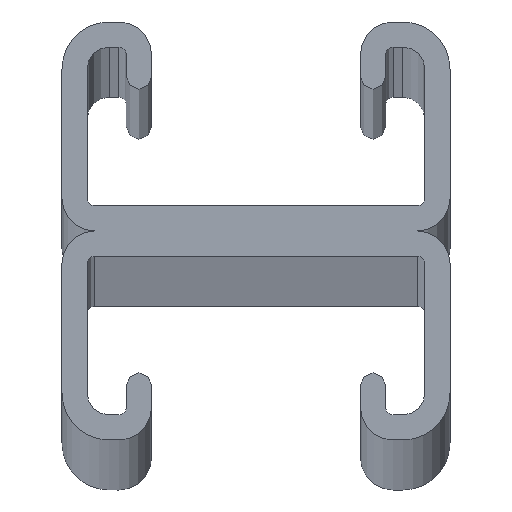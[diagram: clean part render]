
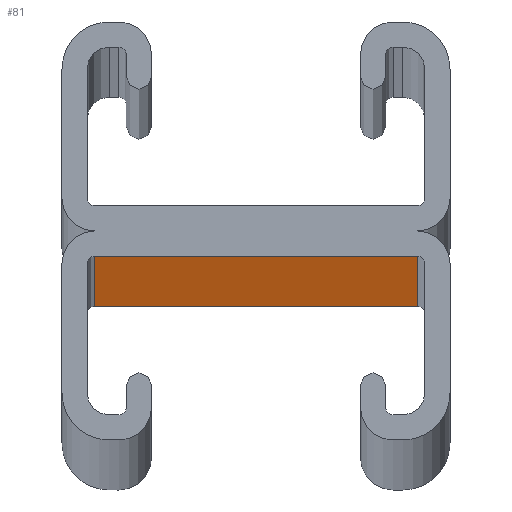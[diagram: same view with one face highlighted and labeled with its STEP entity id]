
A CAD part, top view. The second image highlights one B-rep face of the part: STEP entity #81.
In plain terms, the highlighted planar face has unit normal (0, -1, 0).
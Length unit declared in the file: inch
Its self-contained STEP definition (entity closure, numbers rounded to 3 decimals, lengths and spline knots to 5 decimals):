
#81=ADVANCED_FACE('',(#211),#212,.T.);
#211=FACE_OUTER_BOUND('',#387,.T.);
#212=PLANE('',#388);
#387=EDGE_LOOP('',(#557,#558,#559,#560));
#388=AXIS2_PLACEMENT_3D('',#561,#562,#563);
#557=ORIENTED_EDGE('',*,*,#1106,.T.);
#558=ORIENTED_EDGE('',*,*,#1107,.F.);
#559=ORIENTED_EDGE('',*,*,#1108,.F.);
#560=ORIENTED_EDGE('',*,*,#1109,.T.);
#561=CARTESIAN_POINT('',(0.0,-0.105,0.0));
#562=DIRECTION('',(0.0,-1.0,0.0));
#563=DIRECTION('',(1.0,0.0,-0.0));
#1106=EDGE_CURVE('',#1325,#1326,#1327,.T.);
#1107=EDGE_CURVE('',#1328,#1326,#1329,.T.);
#1108=EDGE_CURVE('',#1330,#1328,#1331,.T.);
#1109=EDGE_CURVE('',#1330,#1325,#1332,.T.);
#1325=VERTEX_POINT('',#1652);
#1326=VERTEX_POINT('',#1653);
#1327=LINE('',#1654,#1655);
#1328=VERTEX_POINT('',#1656);
#1329=LINE('',#1657,#1658);
#1330=VERTEX_POINT('',#1659);
#1331=LINE('',#1660,#1661);
#1332=LINE('',#1662,#1663);
#1652=CARTESIAN_POINT('',(0.67625,-0.105,120.0));
#1653=CARTESIAN_POINT('',(-0.67625,-0.105,120.0));
#1654=CARTESIAN_POINT('',(0.67625,-0.105,120.0));
#1655=VECTOR('',#2084,1.0);
#1656=CARTESIAN_POINT('',(-0.67625,-0.105,0.0));
#1657=CARTESIAN_POINT('',(-0.67625,-0.105,0.0));
#1658=VECTOR('',#2085,1.0);
#1659=CARTESIAN_POINT('',(0.67625,-0.105,0.0));
#1660=CARTESIAN_POINT('',(0.67625,-0.105,0.0));
#1661=VECTOR('',#2086,1.0);
#1662=CARTESIAN_POINT('',(0.67625,-0.105,0.0));
#1663=VECTOR('',#2087,1.0);
#2084=DIRECTION('',(-1.0,0.0,0.0));
#2085=DIRECTION('',(0.0,0.0,1.0));
#2086=DIRECTION('',(-1.0,0.0,0.0));
#2087=DIRECTION('',(0.0,0.0,1.0));
